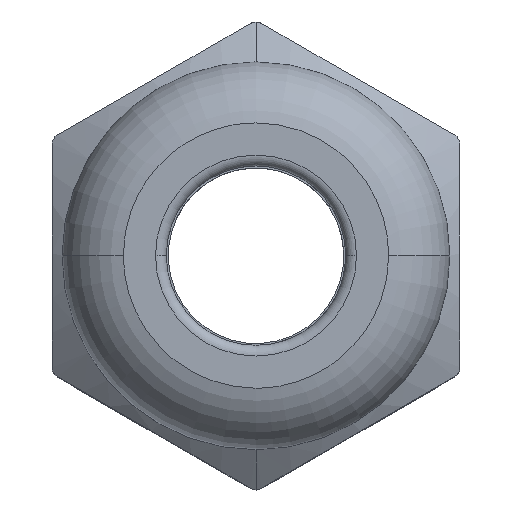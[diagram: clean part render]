
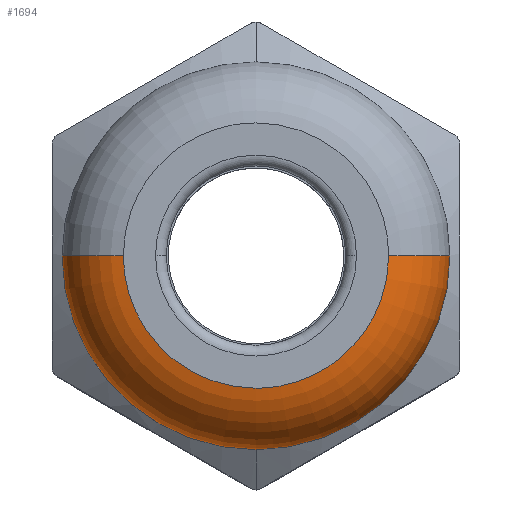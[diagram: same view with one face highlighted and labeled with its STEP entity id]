
A CAD part, top view. The second image highlights one B-rep face of the part: STEP entity #1694.
In plain terms, the highlighted toroidal (fillet/blend) face has major radius 5.565 mm and minor radius 3.465 mm.
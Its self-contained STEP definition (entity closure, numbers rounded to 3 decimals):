
#1658=AXIS2_PLACEMENT_3D('Torus Axis2P3D',#1655,#1656,#1657) ;
#1662=AXIS2_PLACEMENT_3D('Circle Axis2P3D',#1660,#1661,$) ;
#1669=AXIS2_PLACEMENT_3D('Circle Axis2P3D',#1667,#1668,$) ;
#1676=AXIS2_PLACEMENT_3D('Circle Axis2P3D',#1674,#1675,$) ;
#1683=AXIS2_PLACEMENT_3D('Circle Axis2P3D',#1681,#1682,$) ;
#1505=CARTESIAN_POINT('Control Point',(15.68,10.892,34.5)) ;
#1506=CARTESIAN_POINT('Control Point',(15.68,10.398,34.5)) ;
#1507=CARTESIAN_POINT('Control Point',(15.631,9.904,34.5)) ;
#1508=CARTESIAN_POINT('Control Point',(15.532,9.416,34.5)) ;
#1509=CARTESIAN_POINT('Control Point',(15.204,8.357,34.5)) ;
#1510=CARTESIAN_POINT('Control Point',(14.649,7.394,34.5)) ;
#1511=CARTESIAN_POINT('Control Point',(14.279,6.903,34.5)) ;
#1512=CARTESIAN_POINT('Control Point',(13.425,6.022,34.5)) ;
#1513=CARTESIAN_POINT('Control Point',(12.382,5.374,34.5)) ;
#1514=CARTESIAN_POINT('Control Point',(11.824,5.117,34.5)) ;
#1515=CARTESIAN_POINT('Control Point',(11.019,4.861,34.5)) ;
#1516=CARTESIAN_POINT('Control Point',(10.188,4.744,34.5)) ;
#1517=CARTESIAN_POINT('Control Point',(9.958,4.723,34.5)) ;
#1518=CARTESIAN_POINT('Control Point',(9.729,4.712,34.5)) ;
#1519=CARTESIAN_POINT('Control Point',(9.5,4.712,34.5)) ;
#1520=CARTESIAN_POINT('Vertex',(15.68,10.892,34.5)) ;
#1522=CARTESIAN_POINT('Vertex',(9.5,4.712,34.5)) ;
#1560=CARTESIAN_POINT('Vertex',(3.32,10.892,34.5)) ;
#1564=CARTESIAN_POINT('Control Point',(9.5,4.712,34.5)) ;
#1565=CARTESIAN_POINT('Control Point',(8.891,4.712,34.5)) ;
#1566=CARTESIAN_POINT('Control Point',(8.282,4.787,34.5)) ;
#1567=CARTESIAN_POINT('Control Point',(7.686,4.937,34.5)) ;
#1568=CARTESIAN_POINT('Control Point',(6.542,5.381,34.5)) ;
#1569=CARTESIAN_POINT('Control Point',(5.539,6.089,34.5)) ;
#1570=CARTESIAN_POINT('Control Point',(5.085,6.504,34.5)) ;
#1571=CARTESIAN_POINT('Control Point',(4.287,7.436,34.5)) ;
#1572=CARTESIAN_POINT('Control Point',(3.739,8.534,34.5)) ;
#1573=CARTESIAN_POINT('Control Point',(3.534,9.114,34.5)) ;
#1574=CARTESIAN_POINT('Control Point',(3.378,9.826,34.5)) ;
#1575=CARTESIAN_POINT('Control Point',(3.328,10.548,34.5)) ;
#1576=CARTESIAN_POINT('Control Point',(3.323,10.663,34.5)) ;
#1577=CARTESIAN_POINT('Control Point',(3.32,10.778,34.5)) ;
#1578=CARTESIAN_POINT('Control Point',(3.32,10.892,34.5)) ;
#1655=CARTESIAN_POINT('Axis2P3D Location',(9.5,10.892,31.09)) ;
#1660=CARTESIAN_POINT('Axis2P3D Location',(15.065,10.892,31.09)) ;
#1664=CARTESIAN_POINT('Vertex',(18.53,10.892,31.09)) ;
#1667=CARTESIAN_POINT('Axis2P3D Location',(3.935,10.892,31.09)) ;
#1671=CARTESIAN_POINT('Vertex',(0.47,10.892,31.09)) ;
#1674=CARTESIAN_POINT('Axis2P3D Location',(9.5,10.892,31.09)) ;
#1678=CARTESIAN_POINT('Vertex',(9.5,1.862,31.09)) ;
#1681=CARTESIAN_POINT('Axis2P3D Location',(9.5,10.892,31.09)) ;
#1656=DIRECTION('Axis2P3D Direction',(0.,0.,-1.)) ;
#1657=DIRECTION('Axis2P3D XDirection',(1.,0.,0.)) ;
#1661=DIRECTION('Axis2P3D Direction',(0.,1.,0.)) ;
#1668=DIRECTION('Axis2P3D Direction',(0.,-1.,0.)) ;
#1675=DIRECTION('Axis2P3D Direction',(0.,-0.,-1.)) ;
#1682=DIRECTION('Axis2P3D Direction',(0.,-0.,-1.)) ;
#1687=ORIENTED_EDGE('',*,*,#1666,.T.) ;
#1688=ORIENTED_EDGE('',*,*,#1524,.T.) ;
#1689=ORIENTED_EDGE('',*,*,#1579,.T.) ;
#1690=ORIENTED_EDGE('',*,*,#1673,.T.) ;
#1691=ORIENTED_EDGE('',*,*,#1680,.F.) ;
#1692=ORIENTED_EDGE('',*,*,#1685,.F.) ;
#1694=ADVANCED_FACE('VG_M16_OT\\Volumenk\X2\00F6\X0\rper1',(#1693),#1659,.T.) ;
#1504=B_SPLINE_CURVE_WITH_KNOTS('',5,(#1505,#1506,#1507,#1508,#1509,#1510,#1511,#1512,#1513,#1514,#1515,#1516,#1517,#1518,#1519),.UNSPECIFIED.,.F.,.U.,(6,3,3,3,6),(13.728,17.223,21.529,25.835,27.456),.UNSPECIFIED.) ;
#1563=B_SPLINE_CURVE_WITH_KNOTS('',5,(#1564,#1565,#1566,#1567,#1568,#1569,#1570,#1571,#1572,#1573,#1574,#1575,#1576,#1577,#1578),.UNSPECIFIED.,.F.,.U.,(6,3,3,3,6),(0.,4.306,8.612,12.917,13.728),.UNSPECIFIED.) ;
#1663=CIRCLE('generated circle',#1662,3.465) ;
#1670=CIRCLE('generated circle',#1669,3.465) ;
#1677=CIRCLE('generated circle',#1676,9.03) ;
#1684=CIRCLE('generated circle',#1683,9.03) ;
#1659=TOROIDAL_SURFACE('homeo Torus',#1658,5.565,3.465) ;
#1524=EDGE_CURVE('',#1521,#1523,#1504,.T.) ;
#1579=EDGE_CURVE('',#1523,#1561,#1563,.T.) ;
#1666=EDGE_CURVE('',#1665,#1521,#1663,.F.) ;
#1673=EDGE_CURVE('',#1561,#1672,#1670,.T.) ;
#1680=EDGE_CURVE('',#1679,#1672,#1677,.T.) ;
#1685=EDGE_CURVE('',#1665,#1679,#1684,.T.) ;
#1686=EDGE_LOOP('',(#1687,#1688,#1689,#1690,#1691,#1692)) ;
#1693=FACE_OUTER_BOUND('',#1686,.T.) ;
#1521=VERTEX_POINT('',#1520) ;
#1523=VERTEX_POINT('',#1522) ;
#1561=VERTEX_POINT('',#1560) ;
#1665=VERTEX_POINT('',#1664) ;
#1672=VERTEX_POINT('',#1671) ;
#1679=VERTEX_POINT('',#1678) ;
